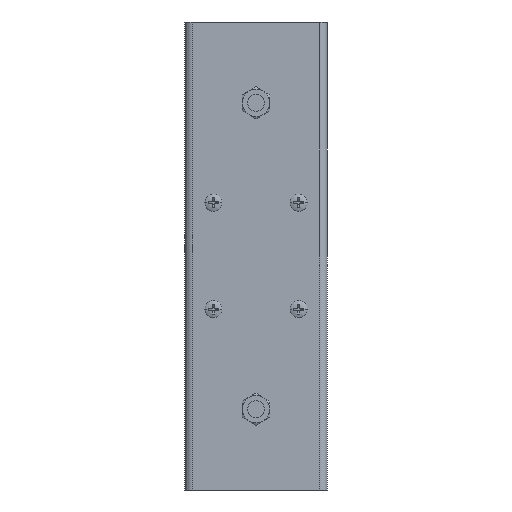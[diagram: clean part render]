
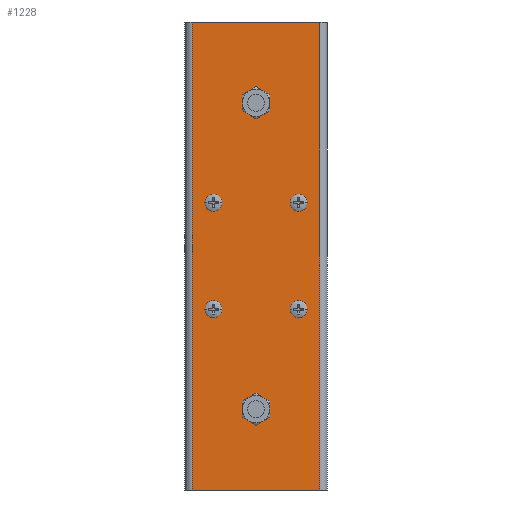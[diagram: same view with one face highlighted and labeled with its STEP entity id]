
A CAD part, front view. The second image highlights one B-rep face of the part: STEP entity #1228.
In plain terms, the highlighted planar face has unit normal (0, -1, 0).
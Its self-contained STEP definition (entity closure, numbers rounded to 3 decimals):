
#119 = CARTESIAN_POINT ( 'NONE',  ( 29.9, 0., 110. ) ) ;
#155 = LINE ( 'NONE', #1643, #2187 ) ;
#287 = CARTESIAN_POINT ( 'NONE',  ( -33.5, 0., 110. ) ) ;
#428 = ORIENTED_EDGE ( 'NONE', *, *, #2717, .F. ) ;
#567 = VERTEX_POINT ( 'NONE', #1766 ) ;
#731 = VECTOR ( 'NONE', #2842, 1000. ) ;
#741 = EDGE_CURVE ( 'NONE', #1552, #567, #996, .T. ) ;
#822 = ORIENTED_EDGE ( 'NONE', *, *, #741, .T. ) ;
#827 = CARTESIAN_POINT ( 'NONE',  ( 29.9, 0., 110. ) ) ;
#885 = VECTOR ( 'NONE', #1956, 1000. ) ;
#931 = CARTESIAN_POINT ( 'NONE',  ( -33.5, 0., 110. ) ) ;
#934 = DIRECTION ( 'NONE',  ( 0., -1., 0. ) ) ;
#996 = LINE ( 'NONE', #287, #885 ) ;
#1070 = EDGE_LOOP ( 'NONE', ( #822, #2497, #428, #2368 ) ) ;
#1228 = ADVANCED_FACE ( 'NONE', ( #2550 ), #2267, .T. ) ;
#1285 = CARTESIAN_POINT ( 'NONE',  ( -29.9, 0., -110. ) ) ;
#1412 = EDGE_CURVE ( 'NONE', #567, #1560, #155, .T. ) ;
#1552 = VERTEX_POINT ( 'NONE', #827 ) ;
#1560 = VERTEX_POINT ( 'NONE', #1285 ) ;
#1606 = AXIS2_PLACEMENT_3D ( 'NONE', #931, #934, #2495 ) ;
#1643 = CARTESIAN_POINT ( 'NONE',  ( -29.9, 0., -110. ) ) ;
#1733 = CARTESIAN_POINT ( 'NONE',  ( -33.5, 0., -110. ) ) ;
#1766 = CARTESIAN_POINT ( 'NONE',  ( -29.9, 0., 110. ) ) ;
#1868 = DIRECTION ( 'NONE',  ( 0., 0., -1. ) ) ;
#1923 = DIRECTION ( 'NONE',  ( -1., 0., 0. ) ) ;
#1956 = DIRECTION ( 'NONE',  ( -1., 0., 0. ) ) ;
#2135 = LINE ( 'NONE', #1733, #2718 ) ;
#2187 = VECTOR ( 'NONE', #1868, 1000. ) ;
#2267 = PLANE ( 'NONE',  #1606 ) ;
#2275 = VERTEX_POINT ( 'NONE', #2804 ) ;
#2368 = ORIENTED_EDGE ( 'NONE', *, *, #2439, .T. ) ;
#2439 = EDGE_CURVE ( 'NONE', #2275, #1552, #2516, .T. ) ;
#2495 = DIRECTION ( 'NONE',  ( 0., 0., -1. ) ) ;
#2497 = ORIENTED_EDGE ( 'NONE', *, *, #1412, .T. ) ;
#2516 = LINE ( 'NONE', #119, #731 ) ;
#2550 = FACE_OUTER_BOUND ( 'NONE', #1070, .T. ) ;
#2717 = EDGE_CURVE ( 'NONE', #2275, #1560, #2135, .T. ) ;
#2718 = VECTOR ( 'NONE', #1923, 1000. ) ;
#2804 = CARTESIAN_POINT ( 'NONE',  ( 29.9, 0., -110. ) ) ;
#2842 = DIRECTION ( 'NONE',  ( 0., 0., 1. ) ) ;
